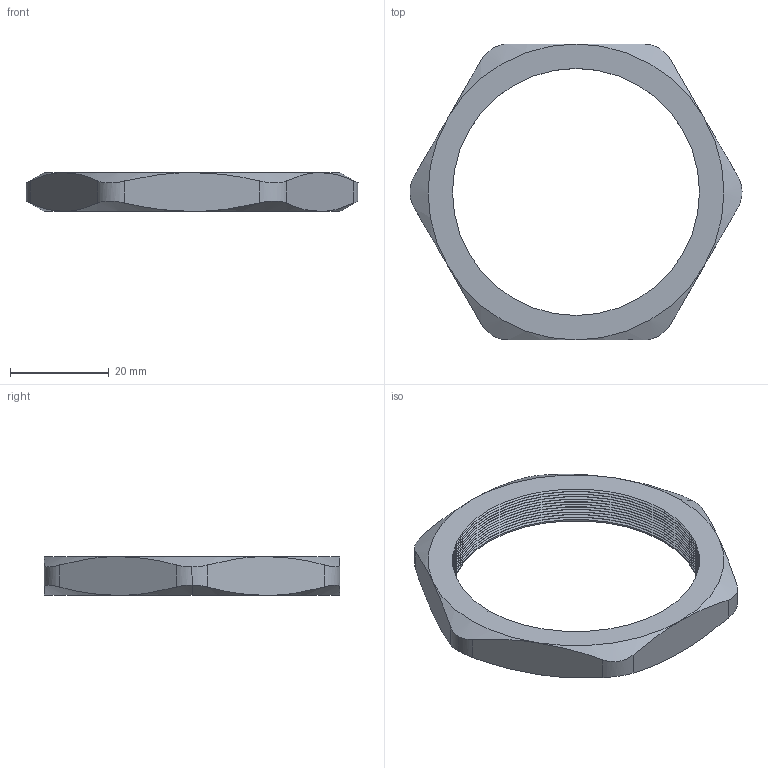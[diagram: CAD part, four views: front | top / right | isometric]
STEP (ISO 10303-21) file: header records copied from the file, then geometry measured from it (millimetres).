
FILE_DESCRIPTION (( 'STEP AP203' ), '1' );
FILE_NAME ('NM-50-GY.STEP', '2008-06-24T06:06:08', ( 'BSI 02' ), ( 'BAYSTATE' ), 'SwSTEP 2.0', 'SolidWorks 2007', '' );
FILE_SCHEMA (( 'CONFIG_CONTROL_DESIGN' ));
Length unit declared in the file: inch
Products named in the file (1): NM-50-GY
Bounding box: 67.25 x 59.94 x 7.87 mm (x, y, z)
Volume: 8224 mm3; surface area: 5972.6 mm2
Topology: 1 solids, 1 shells, 101 faces, 214 edges, 115 vertices
Faces by surface type: cone 62, cylinder 31, plane 8
Entity records: 2948 total; most frequent: CARTESIAN_POINT 742, DIRECTION 467, ORIENTED_EDGE 428, EDGE_CURVE 214, AXIS2_PLACEMENT_3D 190, VERTEX_POINT 115, EDGE_LOOP 103, FACE_OUTER_BOUND 101
